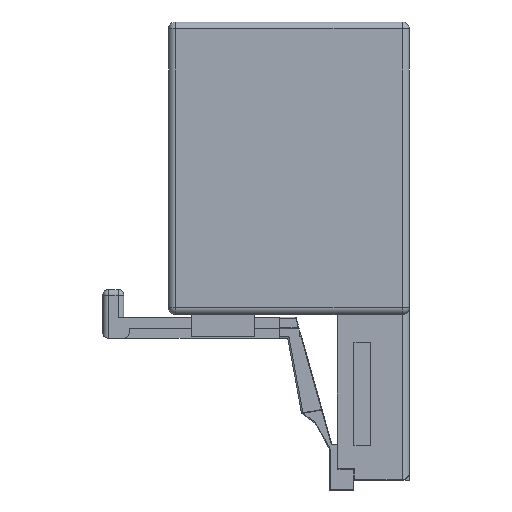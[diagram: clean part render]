
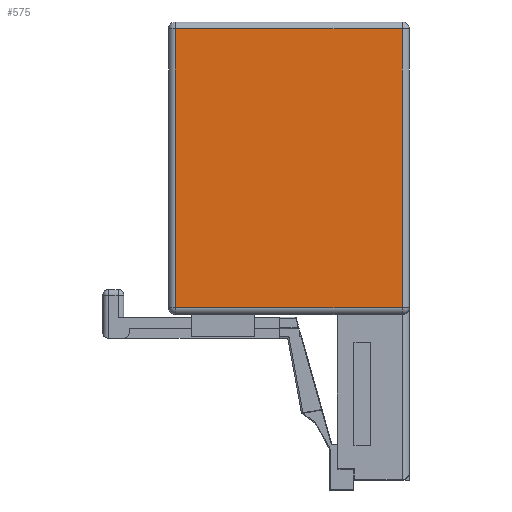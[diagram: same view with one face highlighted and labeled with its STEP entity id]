
A CAD part, left-side view. The second image highlights one B-rep face of the part: STEP entity #575.
In plain terms, the highlighted planar face has unit normal (-1, 0, 0).
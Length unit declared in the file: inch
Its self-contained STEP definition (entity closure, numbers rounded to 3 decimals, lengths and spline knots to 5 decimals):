
#575 = ADVANCED_FACE ( 'NONE', ( #5715 ), #5714, .F. ) ;
#576 = EDGE_LOOP ( 'NONE', ( #577, #581, #584, #587 ) ) ;
#577 = ORIENTED_EDGE ( 'NONE', *, *, #578, .T. ) ;
#578 = EDGE_CURVE ( 'NONE', #579, #580, #5709, .T. ) ;
#579 = VERTEX_POINT ( 'NONE', #5705 ) ;
#580 = VERTEX_POINT ( 'NONE', #5704 ) ;
#581 = ORIENTED_EDGE ( 'NONE', *, *, #582, .T. ) ;
#582 = EDGE_CURVE ( 'NONE', #580, #583, #5703, .T. ) ;
#583 = VERTEX_POINT ( 'NONE', #5699 ) ;
#584 = ORIENTED_EDGE ( 'NONE', *, *, #585, .T. ) ;
#585 = EDGE_CURVE ( 'NONE', #583, #586, #5761, .T. ) ;
#586 = VERTEX_POINT ( 'NONE', #5757 ) ;
#587 = ORIENTED_EDGE ( 'NONE', *, *, #588, .T. ) ;
#588 = EDGE_CURVE ( 'NONE', #586, #579, #5756, .T. ) ;
#5699 = CARTESIAN_POINT ( 'NONE',  ( -0.32, -0.411, -0.505 ) ) ;
#5700 = DIRECTION ( 'NONE',  ( 0., -1., 0. ) ) ;
#5701 = VECTOR ( 'NONE', #5700, 39.37008 ) ;
#5702 = CARTESIAN_POINT ( 'NONE',  ( -0.32, 0.436, -0.505 ) ) ;
#5703 = LINE ( 'NONE', #5702, #5701 ) ;
#5704 = CARTESIAN_POINT ( 'NONE',  ( -0.32, 0.411, -0.505 ) ) ;
#5705 = CARTESIAN_POINT ( 'NONE',  ( -0.32, 0.411, 0.505 ) ) ;
#5706 = DIRECTION ( 'NONE',  ( 0., 0., -1. ) ) ;
#5707 = VECTOR ( 'NONE', #5706, 39.37008 ) ;
#5708 = CARTESIAN_POINT ( 'NONE',  ( -0.32, 0.411, 0.53 ) ) ;
#5709 = LINE ( 'NONE', #5708, #5707 ) ;
#5710 = DIRECTION ( 'NONE',  ( 0., 0., -1. ) ) ;
#5711 = DIRECTION ( 'NONE',  ( 1., 0., 0. ) ) ;
#5712 = CARTESIAN_POINT ( 'NONE',  ( -0.32, 0.436, 0.53 ) ) ;
#5713 = AXIS2_PLACEMENT_3D ( 'NONE', #5712, #5711, #5710 ) ;
#5714 = PLANE ( 'NONE',  #5713 ) ;
#5715 = FACE_OUTER_BOUND ( 'NONE', #576, .T. ) ;
#5753 = DIRECTION ( 'NONE',  ( 0., 1., 0. ) ) ;
#5754 = VECTOR ( 'NONE', #5753, 39.37008 ) ;
#5755 = CARTESIAN_POINT ( 'NONE',  ( -0.32, 0.436, 0.505 ) ) ;
#5756 = LINE ( 'NONE', #5755, #5754 ) ;
#5757 = CARTESIAN_POINT ( 'NONE',  ( -0.32, -0.411, 0.505 ) ) ;
#5758 = DIRECTION ( 'NONE',  ( 0., 0., 1. ) ) ;
#5759 = VECTOR ( 'NONE', #5758, 39.37008 ) ;
#5760 = CARTESIAN_POINT ( 'NONE',  ( -0.32, -0.411, 0.53 ) ) ;
#5761 = LINE ( 'NONE', #5760, #5759 ) ;
